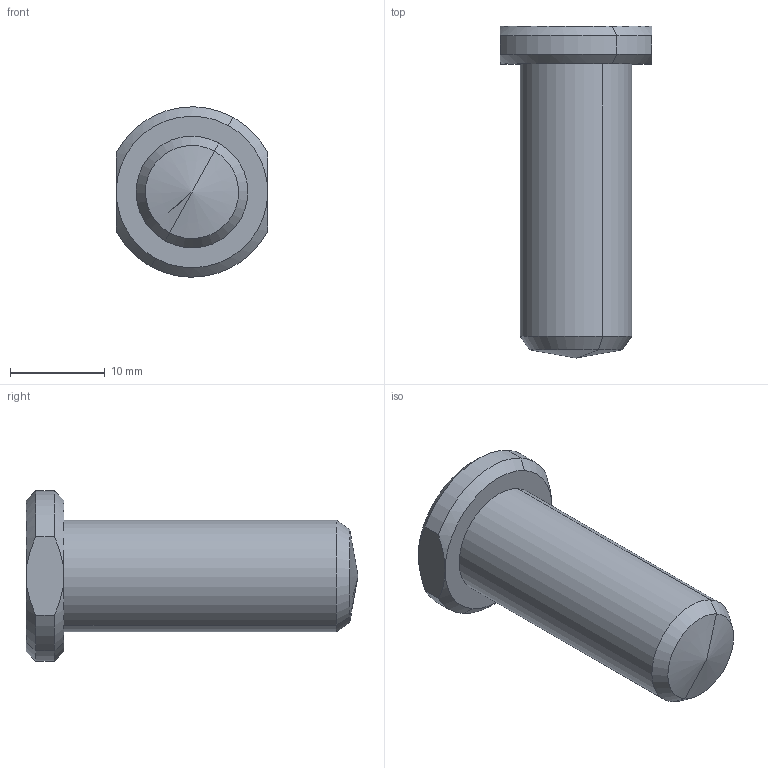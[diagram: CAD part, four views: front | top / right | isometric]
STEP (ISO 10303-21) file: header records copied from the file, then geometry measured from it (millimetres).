
FILE_DESCRIPTION(('CATIA V5 STEP Exchange'),'2;1');
FILE_NAME('insert_biellette.stp','2018-10-22T09:58:56+00:00',('none'),('none'),'CATIA Version 5 Release 19 SP 2 (IN-10)','CATIA V5 STEP AP203','none');
FILE_SCHEMA(('CONFIG_CONTROL_DESIGN'));
Length unit declared in the file: millimetre
Products named in the file (1): SU_0900_002
Bounding box: 16 x 35.04 x 18 mm (x, y, z)
Volume: 3535.8 mm3; surface area: 2165.4 mm2
Topology: 1 solids, 1 shells, 25 faces, 62 edges, 39 vertices
Faces by surface type: cone 12, cylinder 8, plane 5
Entity records: 760 total; most frequent: CARTESIAN_POINT 201, ORIENTED_EDGE 120, DIRECTION 76, EDGE_CURVE 60, AXIS2_PLACEMENT_3D 44, VERTEX_POINT 39, CIRCLE 28, EDGE_LOOP 27
